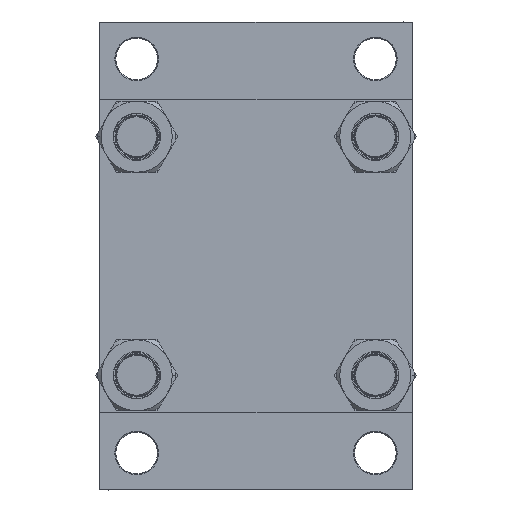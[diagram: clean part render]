
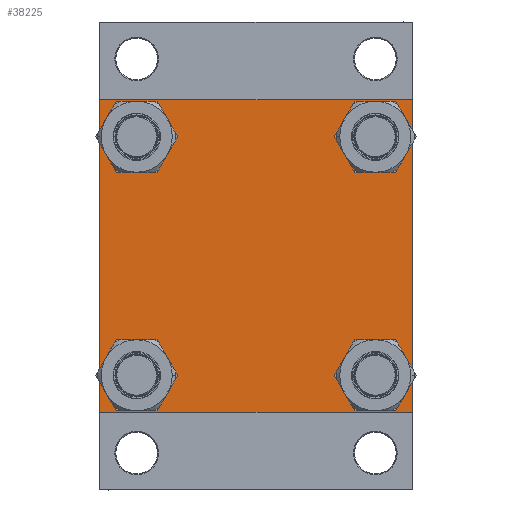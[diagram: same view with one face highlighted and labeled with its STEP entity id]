
A CAD part, left-side view. The second image highlights one B-rep face of the part: STEP entity #38225.
In plain terms, the highlighted planar face has unit normal (-1, 0, 0).
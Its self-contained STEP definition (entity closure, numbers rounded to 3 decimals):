
#101 = CARTESIAN_POINT ( 'NONE',  ( 0., 62.95, -51.45 ) ) ;
#328 = ORIENTED_EDGE ( 'NONE', *, *, #30561, .T. ) ;
#667 = DIRECTION ( 'NONE',  ( 0., 0., 1. ) ) ;
#1198 = ORIENTED_EDGE ( 'NONE', *, *, #5701, .T. ) ;
#1460 = DIRECTION ( 'NONE',  ( 0., 0., -1. ) ) ;
#1703 = ORIENTED_EDGE ( 'NONE', *, *, #13020, .T. ) ;
#1950 = CARTESIAN_POINT ( 'NONE',  ( 0., -82.5, 82.5 ) ) ;
#2418 = DIRECTION ( 'NONE',  ( 0., 0.707, 0.707 ) ) ;
#2668 = LINE ( 'NONE', #1950, #36279 ) ;
#2813 = CARTESIAN_POINT ( 'NONE',  ( 0., 62.95, -74.45 ) ) ;
#3091 = EDGE_CURVE ( 'NONE', #10570, #43900, #35763, .T. ) ;
#3226 = EDGE_CURVE ( 'NONE', #9444, #44708, #37828, .T. ) ;
#3701 = VERTEX_POINT ( 'NONE', #101 ) ;
#4147 = VECTOR ( 'NONE', #31487, 1000. ) ;
#4581 = CARTESIAN_POINT ( 'NONE',  ( 0., -62.95, 51.45 ) ) ;
#4951 = EDGE_CURVE ( 'NONE', #10570, #36617, #2668, .T. ) ;
#5108 = DIRECTION ( 'NONE',  ( 0., 0., 1. ) ) ;
#5682 = CARTESIAN_POINT ( 'NONE',  ( 0., 82.5, 82.5 ) ) ;
#5701 = EDGE_CURVE ( 'NONE', #22573, #8263, #40481, .T. ) ;
#5821 = DIRECTION ( 'NONE',  ( 0., -0.707, -0.707 ) ) ;
#6629 = CARTESIAN_POINT ( 'NONE',  ( 0., -62.95, -51.45 ) ) ;
#6846 = LINE ( 'NONE', #40202, #30486 ) ;
#7258 = CARTESIAN_POINT ( 'NONE',  ( 0., 0., 0. ) ) ;
#7293 = CARTESIAN_POINT ( 'NONE',  ( 0., -62.95, 62.95 ) ) ;
#7605 = DIRECTION ( 'NONE',  ( 0., -1., 0. ) ) ;
#7741 = FACE_BOUND ( 'NONE', #39558, .T. ) ;
#7865 = VECTOR ( 'NONE', #30856, 1000. ) ;
#8041 = DIRECTION ( 'NONE',  ( 1., 0., 0. ) ) ;
#8263 = VERTEX_POINT ( 'NONE', #39945 ) ;
#9444 = VERTEX_POINT ( 'NONE', #4581 ) ;
#9923 = CARTESIAN_POINT ( 'NONE',  ( 0., -62.95, -74.45 ) ) ;
#10008 = CARTESIAN_POINT ( 'NONE',  ( 0., 82., 82.5 ) ) ;
#10570 = VERTEX_POINT ( 'NONE', #33930 ) ;
#11142 = DIRECTION ( 'NONE',  ( 1., 0., 0. ) ) ;
#11614 = AXIS2_PLACEMENT_3D ( 'NONE', #7258, #22095, #40849 ) ;
#12099 = CARTESIAN_POINT ( 'NONE',  ( 0., 62.95, -62.95 ) ) ;
#12495 = CIRCLE ( 'NONE', #39685, 11.5 ) ;
#12665 = ORIENTED_EDGE ( 'NONE', *, *, #32505, .T. ) ;
#13020 = EDGE_CURVE ( 'NONE', #44708, #9444, #34244, .T. ) ;
#13045 = EDGE_CURVE ( 'NONE', #42098, #3701, #12495, .T. ) ;
#14220 = CARTESIAN_POINT ( 'NONE',  ( 0., 62.95, 74.45 ) ) ;
#15667 = ORIENTED_EDGE ( 'NONE', *, *, #21903, .T. ) ;
#16044 = ORIENTED_EDGE ( 'NONE', *, *, #13045, .T. ) ;
#16559 = CARTESIAN_POINT ( 'NONE',  ( 0., 82.5, -82. ) ) ;
#16641 = LINE ( 'NONE', #5682, #4147 ) ;
#17048 = DIRECTION ( 'NONE',  ( 0., 0., -1. ) ) ;
#17521 = VERTEX_POINT ( 'NONE', #38020 ) ;
#17820 = ORIENTED_EDGE ( 'NONE', *, *, #3226, .T. ) ;
#17843 = VERTEX_POINT ( 'NONE', #9923 ) ;
#18930 = FACE_BOUND ( 'NONE', #36514, .T. ) ;
#18936 = EDGE_CURVE ( 'NONE', #17843, #47025, #20668, .T. ) ;
#19240 = CARTESIAN_POINT ( 'NONE',  ( 0., 62.95, 51.45 ) ) ;
#19969 = EDGE_LOOP ( 'NONE', ( #39232, #12665, #1198, #47082, #26748, #23873, #42207, #22057 ) ) ;
#20425 = LINE ( 'NONE', #31398, #38881 ) ;
#20433 = EDGE_CURVE ( 'NONE', #27005, #41534, #22076, .T. ) ;
#20654 = DIRECTION ( 'NONE',  ( 1., 0., 0. ) ) ;
#20668 = CIRCLE ( 'NONE', #37003, 11.5 ) ;
#21599 = VECTOR ( 'NONE', #5821, 1000. ) ;
#21903 = EDGE_CURVE ( 'NONE', #41534, #27005, #39998, .T. ) ;
#22057 = ORIENTED_EDGE ( 'NONE', *, *, #41799, .T. ) ;
#22076 = CIRCLE ( 'NONE', #25191, 11.5 ) ;
#22095 = DIRECTION ( 'NONE',  ( -1., 0., 0. ) ) ;
#22128 = DIRECTION ( 'NONE',  ( 1., 0., 0. ) ) ;
#22573 = VERTEX_POINT ( 'NONE', #41601 ) ;
#22581 = FACE_BOUND ( 'NONE', #39725, .T. ) ;
#23600 = CARTESIAN_POINT ( 'NONE',  ( 0., 62.95, -62.95 ) ) ;
#23873 = ORIENTED_EDGE ( 'NONE', *, *, #3091, .T. ) ;
#25191 = AXIS2_PLACEMENT_3D ( 'NONE', #43056, #20654, #43297 ) ;
#25944 = DIRECTION ( 'NONE',  ( 0., 0., 1. ) ) ;
#26748 = ORIENTED_EDGE ( 'NONE', *, *, #4951, .F. ) ;
#27005 = VERTEX_POINT ( 'NONE', #14220 ) ;
#28218 = LINE ( 'NONE', #39648, #21599 ) ;
#28472 = CARTESIAN_POINT ( 'NONE',  ( 0., -82.25, 82.25 ) ) ;
#29490 = CIRCLE ( 'NONE', #41160, 11.5 ) ;
#29596 = CARTESIAN_POINT ( 'NONE',  ( 0., -62.95, -62.95 ) ) ;
#29635 = VERTEX_POINT ( 'NONE', #16559 ) ;
#29652 = CARTESIAN_POINT ( 'NONE',  ( 0., -62.95, -62.95 ) ) ;
#30486 = VECTOR ( 'NONE', #42880, 1000. ) ;
#30561 = EDGE_CURVE ( 'NONE', #47025, #17843, #34798, .T. ) ;
#30681 = CARTESIAN_POINT ( 'NONE',  ( 0., -62.95, 62.95 ) ) ;
#30856 = DIRECTION ( 'NONE',  ( 0., 0.707, -0.707 ) ) ;
#31398 = CARTESIAN_POINT ( 'NONE',  ( 0., 82.5, 82.5 ) ) ;
#31487 = DIRECTION ( 'NONE',  ( 0., -1., 0. ) ) ;
#32505 = EDGE_CURVE ( 'NONE', #29635, #22573, #28218, .T. ) ;
#33550 = FACE_OUTER_BOUND ( 'NONE', #19969, .T. ) ;
#33554 = DIRECTION ( 'NONE',  ( 1., 0., 0. ) ) ;
#33557 = LINE ( 'NONE', #41093, #7865 ) ;
#33784 = FACE_BOUND ( 'NONE', #37099, .T. ) ;
#33930 = CARTESIAN_POINT ( 'NONE',  ( 0., -82.5, 82. ) ) ;
#34010 = VECTOR ( 'NONE', #7605, 1000. ) ;
#34244 = CIRCLE ( 'NONE', #40472, 11.5 ) ;
#34262 = DIRECTION ( 'NONE',  ( 0., 0., 1. ) ) ;
#34642 = EDGE_CURVE ( 'NONE', #3701, #42098, #29490, .T. ) ;
#34694 = DIRECTION ( 'NONE',  ( 0., 0., 1. ) ) ;
#34798 = CIRCLE ( 'NONE', #41791, 11.5 ) ;
#35573 = CARTESIAN_POINT ( 'NONE',  ( 0., 62.95, 62.95 ) ) ;
#35606 = VERTEX_POINT ( 'NONE', #10008 ) ;
#35763 = LINE ( 'NONE', #28472, #41693 ) ;
#36279 = VECTOR ( 'NONE', #17048, 1000. ) ;
#36514 = EDGE_LOOP ( 'NONE', ( #1703, #17820 ) ) ;
#36617 = VERTEX_POINT ( 'NONE', #38472 ) ;
#37003 = AXIS2_PLACEMENT_3D ( 'NONE', #29596, #44442, #25944 ) ;
#37099 = EDGE_LOOP ( 'NONE', ( #40601, #15667 ) ) ;
#37828 = CIRCLE ( 'NONE', #47898, 11.5 ) ;
#37952 = ORIENTED_EDGE ( 'NONE', *, *, #18936, .T. ) ;
#38020 = CARTESIAN_POINT ( 'NONE',  ( 0., 82.5, 82. ) ) ;
#38225 = ADVANCED_FACE ( 'NONE', ( #18930, #7741, #22581, #33784, #33550 ), #40604, .T. ) ;
#38449 = DIRECTION ( 'NONE',  ( 1., 0., 0. ) ) ;
#38472 = CARTESIAN_POINT ( 'NONE',  ( 0., -82.5, -82. ) ) ;
#38881 = VECTOR ( 'NONE', #1460, 1000. ) ;
#39232 = ORIENTED_EDGE ( 'NONE', *, *, #40313, .T. ) ;
#39558 = EDGE_LOOP ( 'NONE', ( #328, #37952 ) ) ;
#39648 = CARTESIAN_POINT ( 'NONE',  ( 0., 82.25, -82.25 ) ) ;
#39685 = AXIS2_PLACEMENT_3D ( 'NONE', #23600, #38449, #5108 ) ;
#39725 = EDGE_LOOP ( 'NONE', ( #41021, #16044 ) ) ;
#39945 = CARTESIAN_POINT ( 'NONE',  ( 0., -82., -82.5 ) ) ;
#39998 = CIRCLE ( 'NONE', #46221, 11.5 ) ;
#40202 = CARTESIAN_POINT ( 'NONE',  ( 0., -82.25, -82.25 ) ) ;
#40313 = EDGE_CURVE ( 'NONE', #17521, #29635, #20425, .T. ) ;
#40472 = AXIS2_PLACEMENT_3D ( 'NONE', #30681, #8041, #45755 ) ;
#40481 = LINE ( 'NONE', #44607, #34010 ) ;
#40557 = CARTESIAN_POINT ( 'NONE',  ( 0., -62.95, 74.45 ) ) ;
#40601 = ORIENTED_EDGE ( 'NONE', *, *, #20433, .T. ) ;
#40604 = PLANE ( 'NONE',  #11614 ) ;
#40849 = DIRECTION ( 'NONE',  ( 0., 0., 1. ) ) ;
#40881 = DIRECTION ( 'NONE',  ( 0., 0., 1. ) ) ;
#41021 = ORIENTED_EDGE ( 'NONE', *, *, #34642, .T. ) ;
#41093 = CARTESIAN_POINT ( 'NONE',  ( 0., 82.25, 82.25 ) ) ;
#41160 = AXIS2_PLACEMENT_3D ( 'NONE', #12099, #33554, #667 ) ;
#41534 = VERTEX_POINT ( 'NONE', #19240 ) ;
#41601 = CARTESIAN_POINT ( 'NONE',  ( 0., 82., -82.5 ) ) ;
#41693 = VECTOR ( 'NONE', #2418, 1000. ) ;
#41791 = AXIS2_PLACEMENT_3D ( 'NONE', #29652, #11142, #34262 ) ;
#41799 = EDGE_CURVE ( 'NONE', #35606, #17521, #33557, .T. ) ;
#42098 = VERTEX_POINT ( 'NONE', #2813 ) ;
#42207 = ORIENTED_EDGE ( 'NONE', *, *, #46926, .F. ) ;
#42880 = DIRECTION ( 'NONE',  ( 0., -0.707, 0.707 ) ) ;
#43056 = CARTESIAN_POINT ( 'NONE',  ( 0., 62.95, 62.95 ) ) ;
#43297 = DIRECTION ( 'NONE',  ( 0., 0., 1. ) ) ;
#43900 = VERTEX_POINT ( 'NONE', #48087 ) ;
#44442 = DIRECTION ( 'NONE',  ( 1., 0., 0. ) ) ;
#44607 = CARTESIAN_POINT ( 'NONE',  ( 0., 82.5, -82.5 ) ) ;
#44708 = VERTEX_POINT ( 'NONE', #40557 ) ;
#45206 = EDGE_CURVE ( 'NONE', #8263, #36617, #6846, .T. ) ;
#45755 = DIRECTION ( 'NONE',  ( 0., 0., 1. ) ) ;
#45897 = DIRECTION ( 'NONE',  ( 1., 0., 0. ) ) ;
#46221 = AXIS2_PLACEMENT_3D ( 'NONE', #35573, #45897, #34694 ) ;
#46926 = EDGE_CURVE ( 'NONE', #35606, #43900, #16641, .T. ) ;
#47025 = VERTEX_POINT ( 'NONE', #6629 ) ;
#47082 = ORIENTED_EDGE ( 'NONE', *, *, #45206, .T. ) ;
#47898 = AXIS2_PLACEMENT_3D ( 'NONE', #7293, #22128, #40881 ) ;
#48087 = CARTESIAN_POINT ( 'NONE',  ( 0., -82., 82.5 ) ) ;
